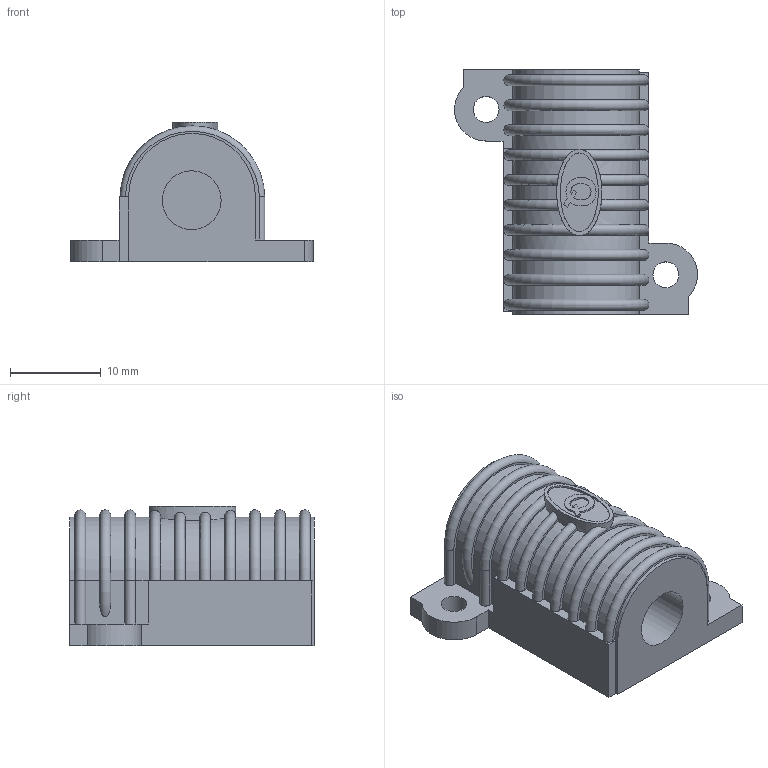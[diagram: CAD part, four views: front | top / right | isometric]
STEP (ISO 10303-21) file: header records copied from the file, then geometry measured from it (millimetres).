
FILE_DESCRIPTION(/* description */ (''),/* implementation_level */ '2;1');
FILE_NAME(/* name */ 'Dale_RH-25.step',/* time_stamp */ '2020-09-18T11:52:22+02:00',/* author */ (''),/* organization */ (''),/* preprocessor_version */ 'ST-DEVELOPER v18.1',/* originating_system */ 'Autodesk Translation Framework v9.3.0.1241',/* authorisation */ '');
FILE_SCHEMA (('AUTOMOTIVE_DESIGN { 1 0 10303 214 3 1 1 }'));
Length unit declared in the file: millimetre
Products named in the file (1): dale
Bounding box: 26.83 x 27 x 15.4 mm (x, y, z)
Volume: 5189.8 mm3; surface area: 2622.2 mm2
Topology: 1 solids, 1 shells, 122 faces, 344 edges, 228 vertices
Faces by surface type: plane 60, bspline 28, cylinder 20, torus 14
Full cylindrical faces by diameter (mm): 2.845 x2, 6.5 x1
Entity records: 4934 total; most frequent: CARTESIAN_POINT 1917, ORIENTED_EDGE 688, DIRECTION 521, EDGE_CURVE 344, VERTEX_POINT 228, LINE 185, VECTOR 185, AXIS2_PLACEMENT_3D 168
